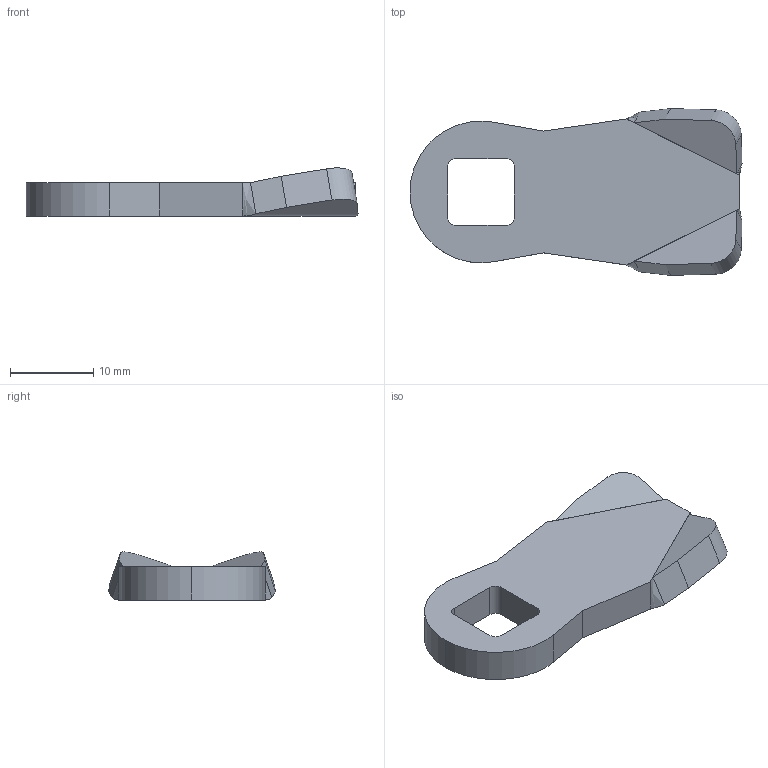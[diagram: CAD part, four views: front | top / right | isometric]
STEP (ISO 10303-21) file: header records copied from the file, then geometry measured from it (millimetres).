
FILE_DESCRIPTION (( 'STEP AP203' ), '1' );
FILE_NAME ('1008 DIL.STEP', '2022-07-06T12:55:07', ( '' ), ( '' ), 'SwSTEP 2.0', 'SolidWorks 2021', '' );
FILE_SCHEMA (( 'CONFIG_CONTROL_DESIGN' ));
Length unit declared in the file: millimetre
Products named in the file (1): 1008 DIL
Bounding box: 39.81 x 19.99 x 5.77 mm (x, y, z)
Volume: 2317.1 mm3; surface area: 1703.3 mm2
Topology: 1 solids, 1 shells, 38 faces, 92 edges, 56 vertices
Faces by surface type: plane 21, cylinder 13, bspline 4
Entity records: 1207 total; most frequent: CARTESIAN_POINT 255, ORIENTED_EDGE 184, DIRECTION 172, EDGE_CURVE 92, LINE 66, VECTOR 66, VERTEX_POINT 56, AXIS2_PLACEMENT_3D 53
